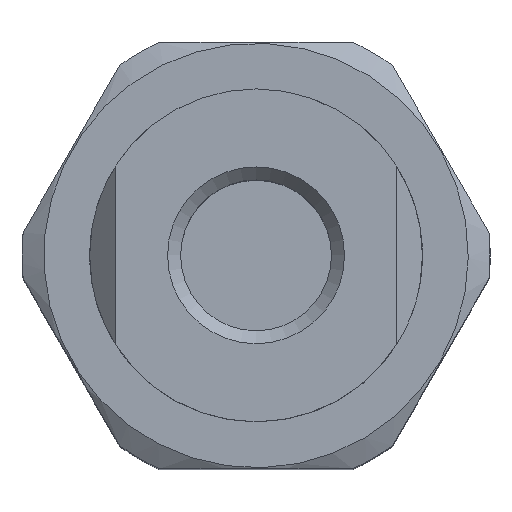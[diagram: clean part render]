
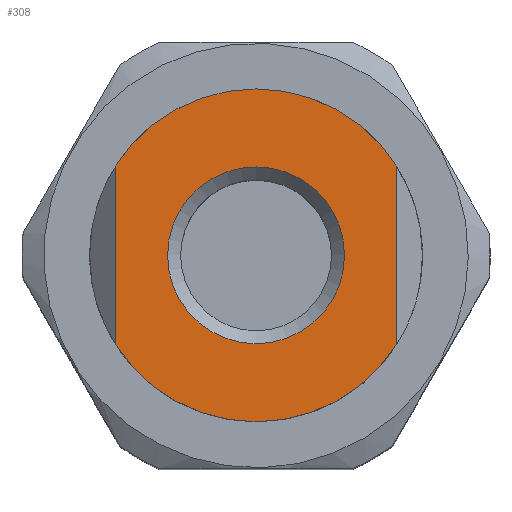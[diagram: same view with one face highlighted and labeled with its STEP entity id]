
A CAD part, top view. The second image highlights one B-rep face of the part: STEP entity #308.
In plain terms, the highlighted planar face has unit normal (0, 0, 1).
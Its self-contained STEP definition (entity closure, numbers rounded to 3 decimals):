
#122=CARTESIAN_POINT('',(13.5,8.588,63.));
#123=VERTEX_POINT('',#122);
#130=CARTESIAN_POINT('',(13.5,-8.588,63.));
#131=VERTEX_POINT('',#130);
#132=CARTESIAN_POINT('',(13.5,-8.588,63.));
#133=DIRECTION('',(0.0,1.0,0.0));
#134=VECTOR('',#133,17.176);
#135=LINE('',#132,#134);
#136=EDGE_CURVE('',#131,#123,#135,.T.);
#187=CARTESIAN_POINT('',(-13.5,-8.588,63.));
#188=VERTEX_POINT('',#187);
#195=CARTESIAN_POINT('',(-13.5,8.588,63.));
#196=VERTEX_POINT('',#195);
#197=CARTESIAN_POINT('',(-13.5,8.588,63.));
#198=DIRECTION('',(0.0,-1.0,0.0));
#199=VECTOR('',#198,17.176);
#200=LINE('',#197,#199);
#201=EDGE_CURVE('',#196,#188,#200,.T.);
#253=CARTESIAN_POINT('',(0.0,0.0,63.));
#254=DIRECTION('',(0.0,0.0,1.0));
#255=DIRECTION('',(1.0,0.0,0.0));
#256=AXIS2_PLACEMENT_3D('',#253,#254,#255);
#257=CIRCLE('',#256,16.);
#258=EDGE_CURVE('',#188,#131,#257,.T.);
#276=CARTESIAN_POINT('',(0.0,0.0,63.));
#277=DIRECTION('',(0.0,0.0,1.0));
#278=DIRECTION('',(1.0,0.0,0.0));
#279=AXIS2_PLACEMENT_3D('',#276,#277,#278);
#280=CIRCLE('',#279,16.);
#281=EDGE_CURVE('',#123,#196,#280,.T.);
#286=CARTESIAN_POINT('',(12.25,0.0,63.));
#287=DIRECTION('',(0.0,0.0,1.0));
#288=DIRECTION('',(1.0,0.0,0.0));
#289=AXIS2_PLACEMENT_3D('',#286,#287,#288);
#290=PLANE('',#289);
#291=ORIENTED_EDGE('',*,*,#136,.T.);
#292=ORIENTED_EDGE('',*,*,#281,.T.);
#293=ORIENTED_EDGE('',*,*,#201,.T.);
#294=ORIENTED_EDGE('',*,*,#258,.T.);
#295=EDGE_LOOP('',(#291,#292,#293,#294));
#296=FACE_OUTER_BOUND('',#295,.T.);
#297=CARTESIAN_POINT('',(8.5,0.0,63.));
#298=VERTEX_POINT('',#297);
#299=CARTESIAN_POINT('',(0.0,0.0,63.));
#300=DIRECTION('',(0.0,0.0,1.0));
#301=DIRECTION('',(1.0,0.0,0.0));
#302=AXIS2_PLACEMENT_3D('',#299,#300,#301);
#303=CIRCLE('',#302,8.5);
#304=EDGE_CURVE('',#298,#298,#303,.T.);
#305=ORIENTED_EDGE('',*,*,#304,.F.);
#306=EDGE_LOOP('',(#305));
#307=FACE_BOUND('',#306,.T.);
#308=ADVANCED_FACE('',(#296,#307),#290,.T.);
